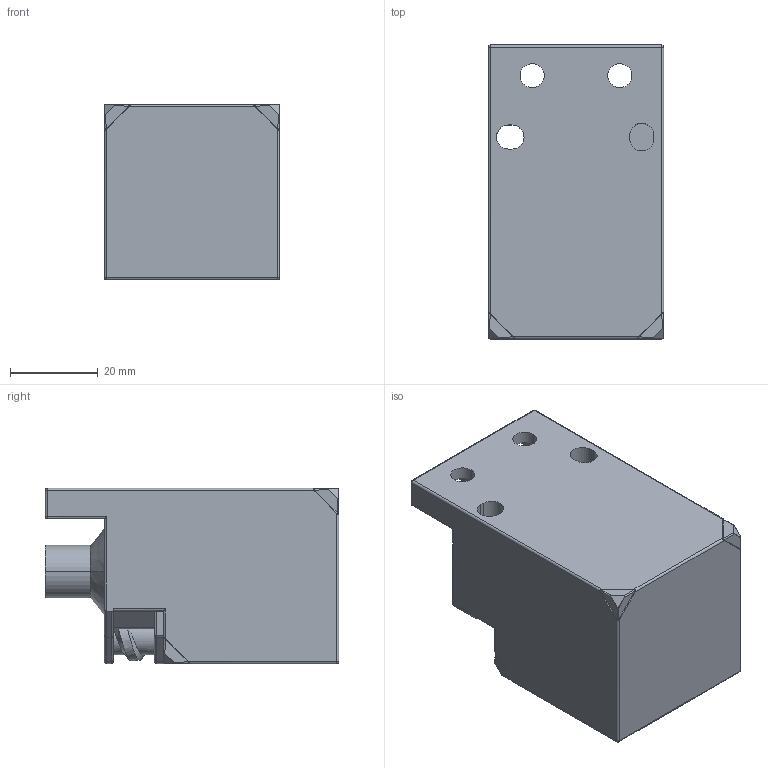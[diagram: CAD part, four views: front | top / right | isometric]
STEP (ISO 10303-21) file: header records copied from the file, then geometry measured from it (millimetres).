
FILE_DESCRIPTION((''),'2;1');
FILE_NAME('DM_CAD-1721A','2019-01-28T',('creinig-se'),(''),'PRO/ENGINEER BY PARAMETRIC TECHNOLOGY CORPORATION, 2015440','PRO/ENGINEER BY PARAMETRIC TECHNOLOGY CORPORATION, 2015440','');
FILE_SCHEMA(('CONFIG_CONTROL_DESIGN'));
Length unit declared in the file: millimetre
Products named in the file (1): DM_CAD-1721A
Bounding box: 40 x 67 x 40 mm (x, y, z)
Volume: 84306.8 mm3; surface area: 14953.7 mm2
Topology: 1 solids, 1 shells, 211 faces, 555 edges, 359 vertices
Faces by surface type: cylinder 90, plane 72, bspline 27, sphere 13, torus 7, cone 2
Entity records: 9836 total; most frequent: CARTESIAN_POINT 3022, ORIENTED_EDGE 1038, DIRECTION 956, EDGE_CURVE 519, AXIS2_PLACEMENT_3D 326, VERTEX_POINT 315, VECTOR 304, LINE 304
